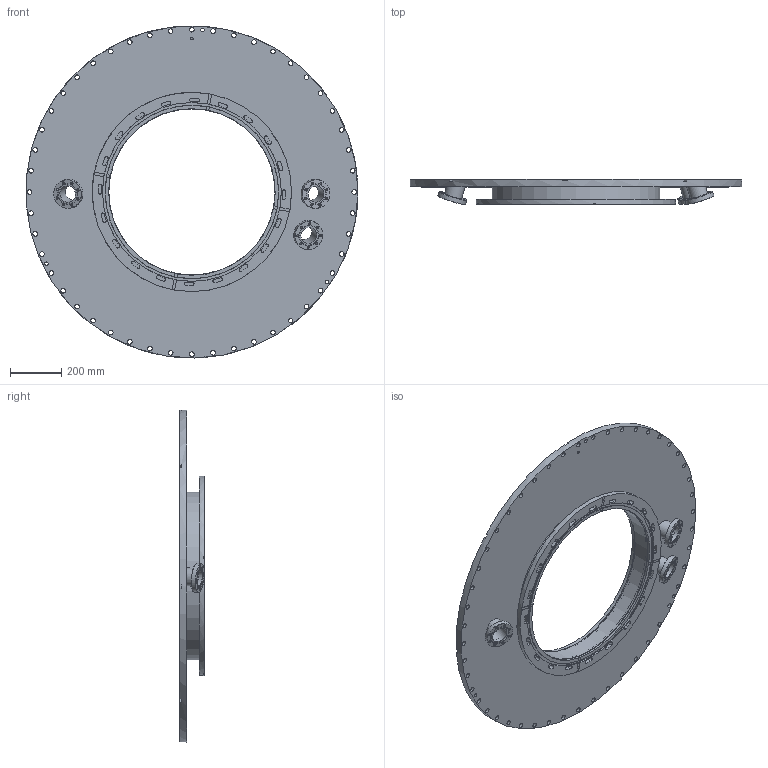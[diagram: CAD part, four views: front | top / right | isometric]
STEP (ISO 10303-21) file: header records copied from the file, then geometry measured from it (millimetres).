
FILE_DESCRIPTION((''),'2;1');
FILE_NAME('Assembling flange valve north input Gr.1.stp','2012-12-17T08:41:59',('Gianni'),(''),'Autodesk Inventor 2010','Autodesk Inventor 2010','');
FILE_SCHEMA(('AUTOMOTIVE_DESIGN { 1 0 10303 214 1 1 1 1 }'));
Length unit declared in the file: millimetre
Products named in the file (7): Assembling flange valve north input Gr; Part-15-Flange valve north input; Part-14-pipe link flange valve; Part-16-Flange valve north input; Part-23-flange CF 63; Part-23-flange CF 63_1; Part-23-flange CF 63_2
Assembly tree (6 placements, depth 2):
  Assembling flange valve north input Gr
    Part-15-Flange valve north input
    Part-14-pipe link flange valve
    Part-16-Flange valve north input
    Part-23-flange CF 63
    Part-23-flange CF 63_1
    Part-23-flange CF 63_2
Bounding box: 1299.08 x 96.87 x 1299.43 mm (x, y, z)
Volume: 27234049.3 mm3; surface area: 3138913.6 mm2
Topology: 5 solids, 6 shells, 354 faces, 954 edges, 623 vertices
Faces by surface type: cylinder 164, plane 88, cone 72, bspline 25, torus 5
Full cylindrical faces by diameter (mm): 2.459 x8, 10.106 x1, 13.75 x3, 18 x48, 64 x3, 70 x5, 82.4 x3, 113.5 x3, 650 x1, 652 x1, 653 x1, 656 x3, 700 x1, 780 x1, 1247.6 x1, 1300 x1
Entity records: 11009 total; most frequent: CARTESIAN_POINT 2190, DIRECTION 1910, ORIENTED_EDGE 1450, AXIS2_PLACEMENT_3D 851, EDGE_LOOP 756, EDGE_CURVE 725, VERTEX_POINT 577, CIRCLE 497
